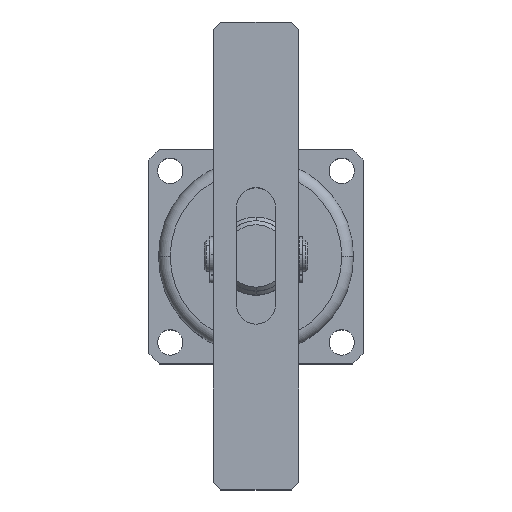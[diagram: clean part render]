
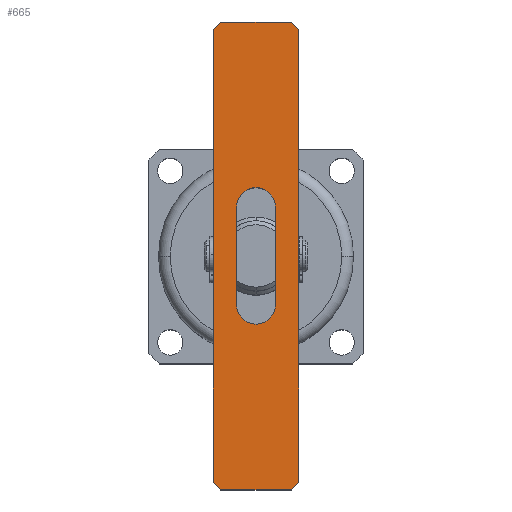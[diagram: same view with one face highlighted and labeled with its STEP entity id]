
A CAD part, top view. The second image highlights one B-rep face of the part: STEP entity #665.
In plain terms, the highlighted face is planar.
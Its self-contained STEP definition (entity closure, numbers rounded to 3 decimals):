
#67 = CARTESIAN_POINT ( 'NONE',  ( 58., -11., -11. ) ) ;
#85 = DIRECTION ( 'NONE',  ( 0.707, 0., 0.707 ) ) ;
#100 = CARTESIAN_POINT ( 'NONE',  ( -12.5, -11., 5. ) ) ;
#119 = DIRECTION ( 'NONE',  ( 1., 0., 0. ) ) ;
#261 = DIRECTION ( 'NONE',  ( 0.707, 0., -0.707 ) ) ;
#265 = CARTESIAN_POINT ( 'NONE',  ( -60., -11., -9. ) ) ;
#665 = ADVANCED_FACE ( 'NONE', ( #2156, #2108 ), #3164, .F. ) ;
#1134 = LINE ( 'NONE', #67, #1154 ) ;
#1154 = VECTOR ( 'NONE', #85, 1000. ) ;
#1185 = LINE ( 'NONE', #265, #1460 ) ;
#1449 = LINE ( 'NONE', #100, #2005 ) ;
#1460 = VECTOR ( 'NONE', #261, 1000. ) ;
#1695 = VECTOR ( 'NONE', #4509, 1000. ) ;
#1699 = VECTOR ( 'NONE', #4501, 1000. ) ;
#1701 = LINE ( 'NONE', #4329, #1695 ) ;
#1706 = LINE ( 'NONE', #4500, #1699 ) ;
#1898 = LINE ( 'NONE', #4650, #1973 ) ;
#1899 = LINE ( 'NONE', #4643, #1970 ) ;
#1913 = CIRCLE ( 'NONE', #5184, 5. ) ;
#1932 = LINE ( 'NONE', #4550, #1934 ) ;
#1934 = VECTOR ( 'NONE', #4547, 1000. ) ;
#1952 = VECTOR ( 'NONE', #4605, 1000. ) ;
#1954 = LINE ( 'NONE', #4600, #1952 ) ;
#1970 = VECTOR ( 'NONE', #4642, 1000. ) ;
#1973 = VECTOR ( 'NONE', #4648, 1000. ) ;
#1976 = VECTOR ( 'NONE', #4668, 1000. ) ;
#1977 = LINE ( 'NONE', #4669, #1976 ) ;
#1988 = CIRCLE ( 'NONE', #5189, 5. ) ;
#2005 = VECTOR ( 'NONE', #119, 1000. ) ;
#2108 = FACE_OUTER_BOUND ( 'NONE', #4852, .T. ) ;
#2156 = FACE_BOUND ( 'NONE', #4756, .T. ) ;
#2187 = ORIENTED_EDGE ( 'NONE', *, *, #3407, .F. ) ;
#2212 = VERTEX_POINT ( 'NONE', #2929 ) ;
#2214 = VERTEX_POINT ( 'NONE', #2931 ) ;
#2238 = VERTEX_POINT ( 'NONE', #2913 ) ;
#2257 = VERTEX_POINT ( 'NONE', #2904 ) ;
#2263 = VERTEX_POINT ( 'NONE', #2891 ) ;
#2273 = VERTEX_POINT ( 'NONE', #2882 ) ;
#2283 = VERTEX_POINT ( 'NONE', #2872 ) ;
#2322 = ORIENTED_EDGE ( 'NONE', *, *, #3493, .F. ) ;
#2327 = ORIENTED_EDGE ( 'NONE', *, *, #3575, .T. ) ;
#2339 = ORIENTED_EDGE ( 'NONE', *, *, #3463, .T. ) ;
#2340 = ORIENTED_EDGE ( 'NONE', *, *, #3479, .F. ) ;
#2357 = ORIENTED_EDGE ( 'NONE', *, *, #3465, .T. ) ;
#2374 = ORIENTED_EDGE ( 'NONE', *, *, #3457, .T. ) ;
#2415 = ORIENTED_EDGE ( 'NONE', *, *, #3527, .T. ) ;
#2430 = ORIENTED_EDGE ( 'NONE', *, *, #3520, .T. ) ;
#2446 = ORIENTED_EDGE ( 'NONE', *, *, #3461, .F. ) ;
#2510 = VERTEX_POINT ( 'NONE', #2786 ) ;
#2598 = ORIENTED_EDGE ( 'NONE', *, *, #3412, .T. ) ;
#2611 = ORIENTED_EDGE ( 'NONE', *, *, #3459, .T. ) ;
#2786 = CARTESIAN_POINT ( 'NONE',  ( 60., -11., 9. ) ) ;
#2872 = CARTESIAN_POINT ( 'NONE',  ( -58., -11., -11. ) ) ;
#2882 = CARTESIAN_POINT ( 'NONE',  ( 58., -11., -11. ) ) ;
#2891 = CARTESIAN_POINT ( 'NONE',  ( -58., -11., 11. ) ) ;
#2904 = CARTESIAN_POINT ( 'NONE',  ( -12.5, -11., -5. ) ) ;
#2913 = CARTESIAN_POINT ( 'NONE',  ( -12.5, -11., 5. ) ) ;
#2929 = CARTESIAN_POINT ( 'NONE',  ( -60., -11., 9. ) ) ;
#2931 = CARTESIAN_POINT ( 'NONE',  ( 58., -11., 11. ) ) ;
#3157 = DIRECTION ( 'NONE',  ( 0., 0., 1. ) ) ;
#3158 = DIRECTION ( 'NONE',  ( 0., 1., 0. ) ) ;
#3163 = CARTESIAN_POINT ( 'NONE',  ( 0., -11., 0. ) ) ;
#3164 = PLANE ( 'NONE',  #3641 ) ;
#3407 = EDGE_CURVE ( 'NONE', #4934, #2212, #1706, .T. ) ;
#3412 = EDGE_CURVE ( 'NONE', #4833, #2257, #1701, .T. ) ;
#3457 = EDGE_CURVE ( 'NONE', #4985, #4833, #1913, .T. ) ;
#3459 = EDGE_CURVE ( 'NONE', #2257, #2238, #1988, .T. ) ;
#3461 = EDGE_CURVE ( 'NONE', #2263, #2214, #1977, .T. ) ;
#3463 = EDGE_CURVE ( 'NONE', #2510, #2214, #1898, .T. ) ;
#3465 = EDGE_CURVE ( 'NONE', #2263, #2212, #1899, .T. ) ;
#3479 = EDGE_CURVE ( 'NONE', #2510, #4981, #1954, .T. ) ;
#3493 = EDGE_CURVE ( 'NONE', #2273, #2283, #1932, .T. ) ;
#3520 = EDGE_CURVE ( 'NONE', #2273, #4981, #1134, .T. ) ;
#3527 = EDGE_CURVE ( 'NONE', #2238, #4985, #1449, .T. ) ;
#3575 = EDGE_CURVE ( 'NONE', #4934, #2283, #1185, .T. ) ;
#3641 = AXIS2_PLACEMENT_3D ( 'NONE', #3163, #3158, #3157 ) ;
#4329 = CARTESIAN_POINT ( 'NONE',  ( -12.5, -11., -5. ) ) ;
#4500 = CARTESIAN_POINT ( 'NONE',  ( -60., -11., -11. ) ) ;
#4501 = DIRECTION ( 'NONE',  ( 0., 0., 1. ) ) ;
#4509 = DIRECTION ( 'NONE',  ( -1., 0., 0. ) ) ;
#4547 = DIRECTION ( 'NONE',  ( -1., 0., 0. ) ) ;
#4550 = CARTESIAN_POINT ( 'NONE',  ( -60., -11., -11. ) ) ;
#4600 = CARTESIAN_POINT ( 'NONE',  ( 60., -11., -11. ) ) ;
#4605 = DIRECTION ( 'NONE',  ( 0., 0., -1. ) ) ;
#4642 = DIRECTION ( 'NONE',  ( -0.707, 0., -0.707 ) ) ;
#4643 = CARTESIAN_POINT ( 'NONE',  ( -58., -11., 11. ) ) ;
#4648 = DIRECTION ( 'NONE',  ( -0.707, 0., 0.707 ) ) ;
#4650 = CARTESIAN_POINT ( 'NONE',  ( 60., -11., 9. ) ) ;
#4663 = DIRECTION ( 'NONE',  ( 0., 0., 1. ) ) ;
#4664 = DIRECTION ( 'NONE',  ( 0., 1., 0. ) ) ;
#4665 = CARTESIAN_POINT ( 'NONE',  ( -12.5, -11., 0. ) ) ;
#4668 = DIRECTION ( 'NONE',  ( 1., 0., 0. ) ) ;
#4669 = CARTESIAN_POINT ( 'NONE',  ( -60., -11., 11. ) ) ;
#4673 = DIRECTION ( 'NONE',  ( 0., 0., 1. ) ) ;
#4674 = DIRECTION ( 'NONE',  ( 0., 1., 0. ) ) ;
#4675 = CARTESIAN_POINT ( 'NONE',  ( 12.5, -11., 0. ) ) ;
#4756 = EDGE_LOOP ( 'NONE', ( #2598, #2611, #2415, #2374 ) ) ;
#4833 = VERTEX_POINT ( 'NONE', #5877 ) ;
#4852 = EDGE_LOOP ( 'NONE', ( #2340, #2339, #2446, #2357, #2187, #2327, #2322, #2430 ) ) ;
#4934 = VERTEX_POINT ( 'NONE', #5925 ) ;
#4981 = VERTEX_POINT ( 'NONE', #5969 ) ;
#4985 = VERTEX_POINT ( 'NONE', #5973 ) ;
#5184 = AXIS2_PLACEMENT_3D ( 'NONE', #4675, #4674, #4673 ) ;
#5189 = AXIS2_PLACEMENT_3D ( 'NONE', #4665, #4664, #4663 ) ;
#5877 = CARTESIAN_POINT ( 'NONE',  ( 12.5, -11., -5. ) ) ;
#5925 = CARTESIAN_POINT ( 'NONE',  ( -60., -11., -9. ) ) ;
#5969 = CARTESIAN_POINT ( 'NONE',  ( 60., -11., -9. ) ) ;
#5973 = CARTESIAN_POINT ( 'NONE',  ( 12.5, -11., 5. ) ) ;
